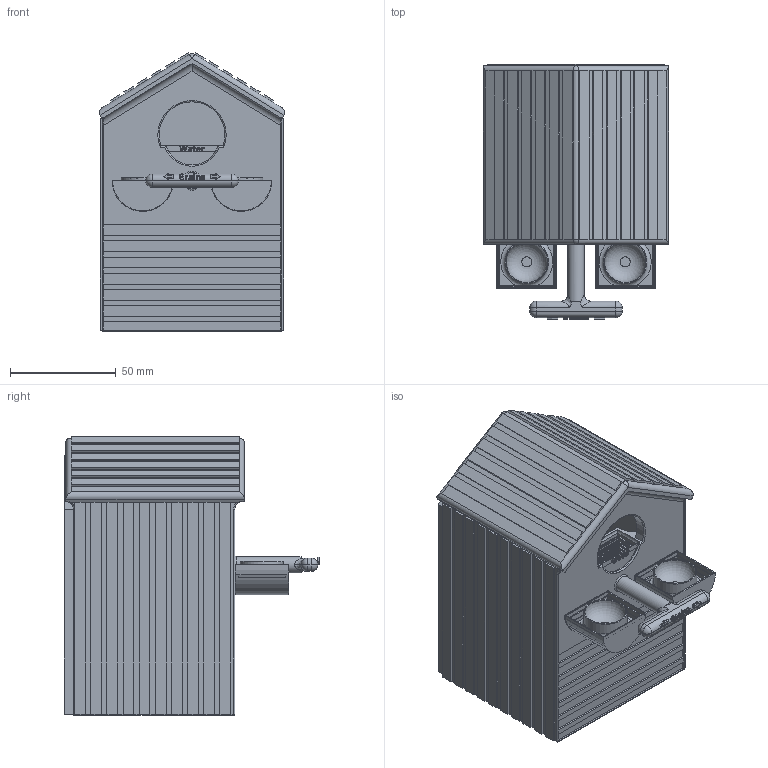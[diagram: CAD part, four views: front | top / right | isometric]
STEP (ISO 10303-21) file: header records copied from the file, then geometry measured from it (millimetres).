
FILE_DESCRIPTION(/* description */ ('STEP AP242','CAx-IF Rec.Pracs.---Representation and Presentation of Product Manufacturing Information (PMI)---4.0---2014-10-13','CAx-IF Rec.Pracs.---3D Tessellated Geometry---0.4---2014-09-14','2;1'),/* implementation_level */ '2;1');
FILE_NAME(/* name */ '66a425702efa8c2d344fda85',/* time_stamp */ '2024-07-26T22:38:41Z',/* author */ (''),/* organization */ (''),/* preprocessor_version */ 'ST-DEVELOPER v20',/* originating_system */ ' ',/* authorisation */ ' ');
FILE_SCHEMA (('AP242_MANAGED_MODEL_BASED_3D_ENGINEERING_MIM_LF { 1 0 10303 442 1 1 4 }'));
Length unit declared in the file: metre
Products named in the file (10): Part 4; Part 3; Part 2; Part 9; Part 6; Part 5; Part 7; Part 8; Part 10; Part 1
Bounding box: 87.4 x 120.63 x 131.62 mm (x, y, z)
Volume: 270578.2 mm3; surface area: 110653.2 mm2
Topology: 10 solids, 10 shells, 1152 faces, 2739 edges, 1629 vertices
Faces by surface type: bspline 490, plane 486, cylinder 142, torus 28, sphere 6
Full cylindrical faces by diameter (mm): 7.713 x1, 19.436 x2, 20.437 x2
Entity records: 35709 total; most frequent: CARTESIAN_POINT 12255, ORIENTED_EDGE 5424, DIRECTION 3683, EDGE_CURVE 2712, VERTEX_POINT 1626, LINE 1493, VECTOR 1493, EDGE_LOOP 1200
